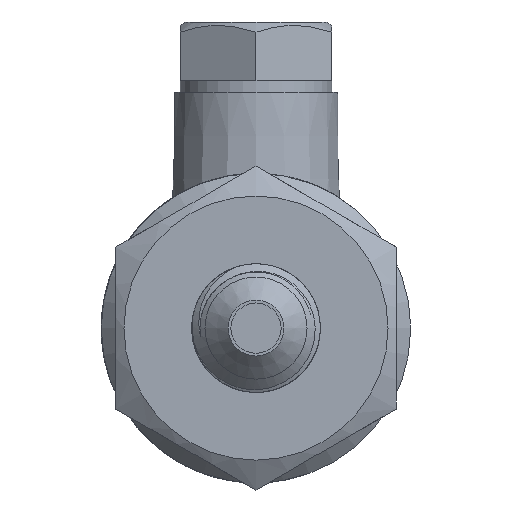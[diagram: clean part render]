
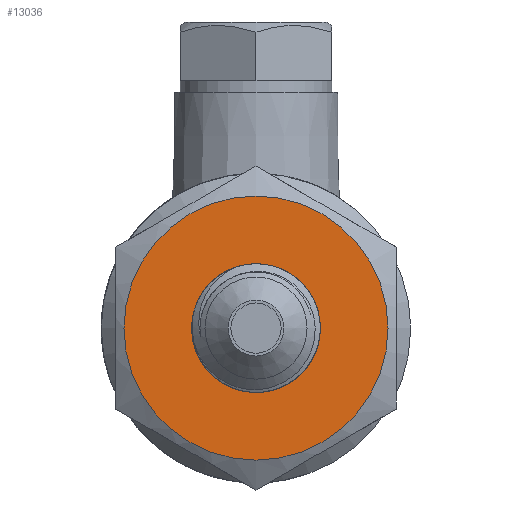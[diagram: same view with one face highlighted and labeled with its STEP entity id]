
A CAD part, left-side view. The second image highlights one B-rep face of the part: STEP entity #13036.
In plain terms, the highlighted planar face has unit normal (-1, 0, 0).
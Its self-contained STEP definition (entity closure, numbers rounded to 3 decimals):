
#1150=FACE_BOUND('',#3927,.T.);
#3155=FACE_OUTER_BOUND('',#3926,.T.);
#3926=EDGE_LOOP('',(#8817));
#3927=EDGE_LOOP('',(#8818));
#4738=CIRCLE('',#13869,11.3);
#4739=CIRCLE('',#13870,5.5);
#5288=VERTEX_POINT('',#19013);
#5289=VERTEX_POINT('',#19015);
#6697=EDGE_CURVE('',#5288,#5288,#4738,.T.);
#6698=EDGE_CURVE('',#5289,#5289,#4739,.T.);
#8817=ORIENTED_EDGE('',*,*,#6697,.T.);
#8818=ORIENTED_EDGE('',*,*,#6698,.T.);
#12866=PLANE('',#13868);
#13036=ADVANCED_FACE('',(#3155,#1150),#12866,.T.);
#13868=AXIS2_PLACEMENT_3D('',#19012,#14903,#14904);
#13869=AXIS2_PLACEMENT_3D('',#19014,#14905,#14906);
#13870=AXIS2_PLACEMENT_3D('',#19016,#14907,#14908);
#14903=DIRECTION('center_axis',(-1.,0.,0.));
#14904=DIRECTION('ref_axis',(0.,0.,1.));
#14905=DIRECTION('center_axis',(-1.,0.,0.));
#14906=DIRECTION('ref_axis',(0.,1.,0.));
#14907=DIRECTION('center_axis',(1.,0.,0.));
#14908=DIRECTION('ref_axis',(0.,0.,-1.));
#19012=CARTESIAN_POINT('Origin',(13.6,12.,0.));
#19013=CARTESIAN_POINT('',(13.6,-11.3,0.));
#19014=CARTESIAN_POINT('Origin',(13.6,0.,0.));
#19015=CARTESIAN_POINT('',(13.6,0.,5.5));
#19016=CARTESIAN_POINT('Origin',(13.6,0.,0.));
